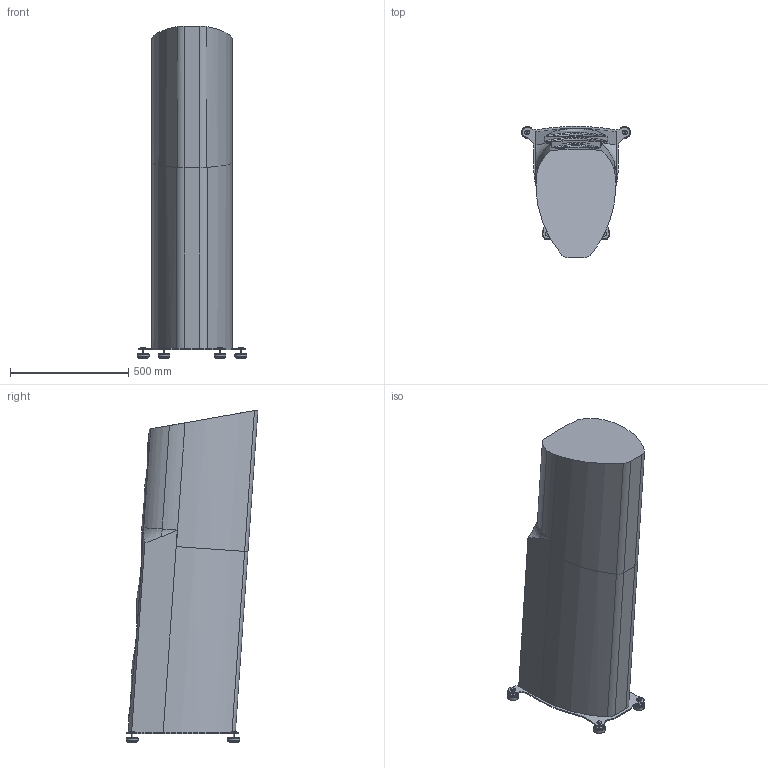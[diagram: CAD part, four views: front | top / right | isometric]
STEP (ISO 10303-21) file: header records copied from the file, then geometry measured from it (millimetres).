
FILE_DESCRIPTION(/* description */ (''),/* implementation_level */ '2;1');
FILE_NAME(/* name */ 'Komplett ZSB vereinfachung.stp',/* time_stamp */ '2017-02-21T16:56:48+01:00',/* author */ ('david.becher'),/* organization */ (''),/* preprocessor_version */ 'ST-DEVELOPER v16.1',/* originating_system */ 'Autodesk Inventor 2016',/* authorisation */ '0 mm^3');
FILE_SCHEMA (('AUTOMOTIVE_DESIGN { 1 0 10303 214 3 1 1 }'));
Length unit declared in the file: millimetre
Products named in the file (4): Box vereinfachung 1; Fußplatte; Verstellfuß fertig; Komplett ZSB vereinfachung
Assembly tree (6 placements, depth 2):
  Komplett ZSB vereinfachung
    Box vereinfachung 1
    Fußplatte
    Verstellfuß fertig  x4
Bounding box: 463.11 x 557.7 x 1405.43 mm (x, y, z)
Volume: 50492995.4 mm3; surface area: 4200106.9 mm2
Topology: 6 solids, 6 shells, 491 faces, 1354 edges, 1281 vertices
Faces by surface type: plane 215, cylinder 192, cone 50, torus 15, bspline 15, sphere 4
Full cylindrical faces by diameter (mm): 4 x19, 4.3 x20, 5 x4, 7.9 x16, 8 x4, 8.5 x4, 20 x4, 30 x8, 40 x8, 46.546 x2, 50 x4, 68.022 x1, 70 x1, 75 x1, 93.588 x1, 94.015 x1, 96 x1, 97.752 x1, 99 x1, 100 x2, 103 x2, 112.194 x2, 114.04 x2, 120 x2, 125.315 x2, 144.9 x1, 147 x1, 164 x1, 171 x1, 174 x1
Entity records: 15141 total; most frequent: CARTESIAN_POINT 4411, DIRECTION 2256, ORIENTED_EDGE 1558, AXIS2_PLACEMENT_3D 808, EDGE_CURVE 779, EDGE_LOOP 708, LINE 640, VECTOR 640
